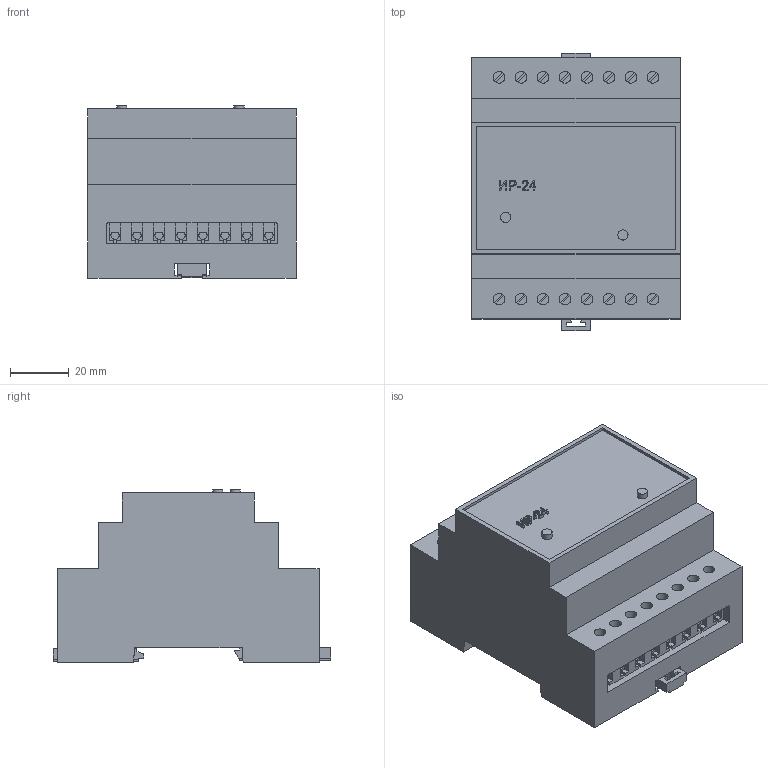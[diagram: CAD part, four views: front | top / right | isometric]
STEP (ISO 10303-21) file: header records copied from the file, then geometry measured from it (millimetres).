
FILE_DESCRIPTION(('STEP AP214'), '1');
FILE_NAME('ÈÐ-24', '', ('UNSPECIFIED'), ('UNSPECIFIED'), 'ASCON STEP Converter 1.3', 'ASCON Math Kernel', '');
FILE_SCHEMA(('AUTOMOTIVE_DESIGN { 1 0 10303 214 3 1 1}'));
Length unit declared in the file: millimetre
Products named in the file (1): 玹襖.991002.012
Bounding box: 71 x 94.7 x 58.79 mm (x, y, z)
Volume: 61243.2 mm3; surface area: 65678.3 mm2
Topology: 2 solids, 3 shells, 564 faces, 1538 edges, 1024 vertices
Faces by surface type: plane 429, cylinder 135
Full cylindrical faces by diameter (mm): 3.5 x2, 4 x16
Entity records: 22242 total; most frequent: CARTESIAN_POINT 3109, ORIENTED_EDGE 3040, DIRECTION 2984, EDGE_CURVE 1520, LINE 1186, VECTOR 1186, VERTEX_POINT 1024, AXIS2_PLACEMENT_3D 899
